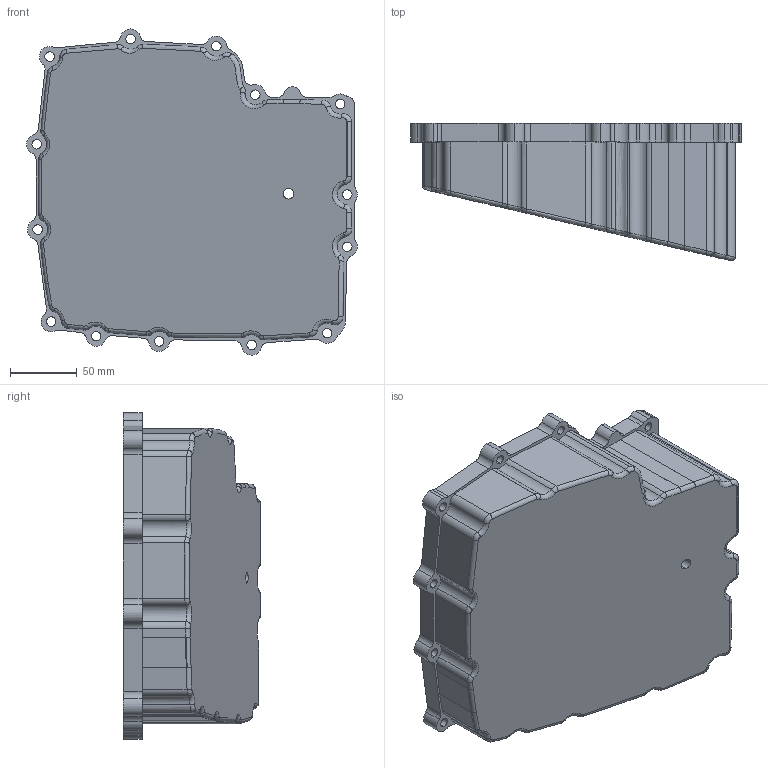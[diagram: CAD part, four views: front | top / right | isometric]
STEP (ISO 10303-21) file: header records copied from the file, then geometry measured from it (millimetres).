
FILE_DESCRIPTION (( 'STEP AP214' ), '1' );
FILE_NAME ('05-PT-ST-OP-001 OIL PAN V8.STEP', '2023-01-12T18:16:18', ( '' ), ( '' ), 'SwSTEP 2.0', 'SolidWorks 2021', '' );
FILE_SCHEMA (( 'AUTOMOTIVE_DESIGN' ));
Length unit declared in the file: millimetre
Products named in the file (1): 05-PT-ST-OP-001 OIL PAN V8
Bounding box: 247.72 x 102.67 x 244.17 mm (x, y, z)
Volume: 397685.6 mm3; surface area: 245761.3 mm2
Topology: 2 solids, 2 shells, 626 faces, 1664 edges, 1041 vertices
Faces by surface type: cylinder 325, bspline 168, plane 58, torus 42, sphere 31, cone 2
Entity records: 25793 total; most frequent: CARTESIAN_POINT 11138, ORIENTED_EDGE 3304, DIRECTION 2896, EDGE_CURVE 1652, AXIS2_PLACEMENT_3D 1204, VERTEX_POINT 1037, CIRCLE 745, EDGE_LOOP 669
